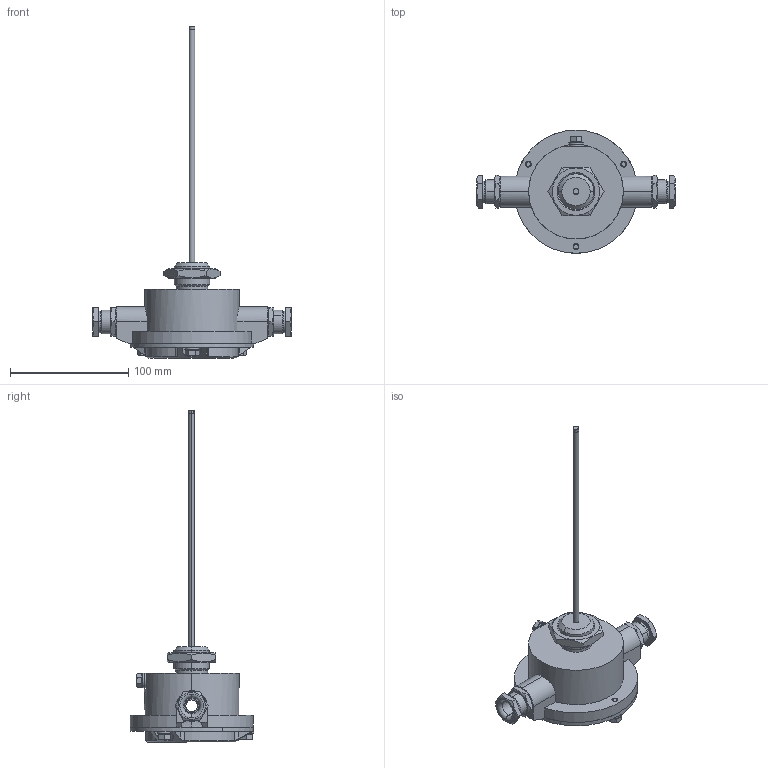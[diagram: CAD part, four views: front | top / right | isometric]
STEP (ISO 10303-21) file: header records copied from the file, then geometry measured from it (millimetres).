
FILE_DESCRIPTION (( 'STEP AP203' ), '1' );
FILE_NAME ('认103 蚜.STEP', '2024-11-19T05:10:40', ( '' ), ( '' ), 'SwSTEP 2.0', 'SolidWorks 2020', '' );
FILE_SCHEMA (( 'CONFIG_CONTROL_DESIGN' ));
Length unit declared in the file: millimetre
Products named in the file (1): 认103 蚜
Bounding box: 168.08 x 104.48 x 280.5 mm (x, y, z)
Volume: 219046.5 mm3; surface area: 103873.6 mm2
Topology: 33 solids, 33 shells, 547 faces, 1266 edges, 792 vertices
Faces by surface type: plane 219, cylinder 190, cone 118, torus 12, bspline 8
Entity records: 17151 total; most frequent: CARTESIAN_POINT 4569, DIRECTION 2672, ORIENTED_EDGE 2516, EDGE_CURVE 1258, AXIS2_PLACEMENT_3D 1045, VERTEX_POINT 792, EDGE_LOOP 624, VECTOR 582
